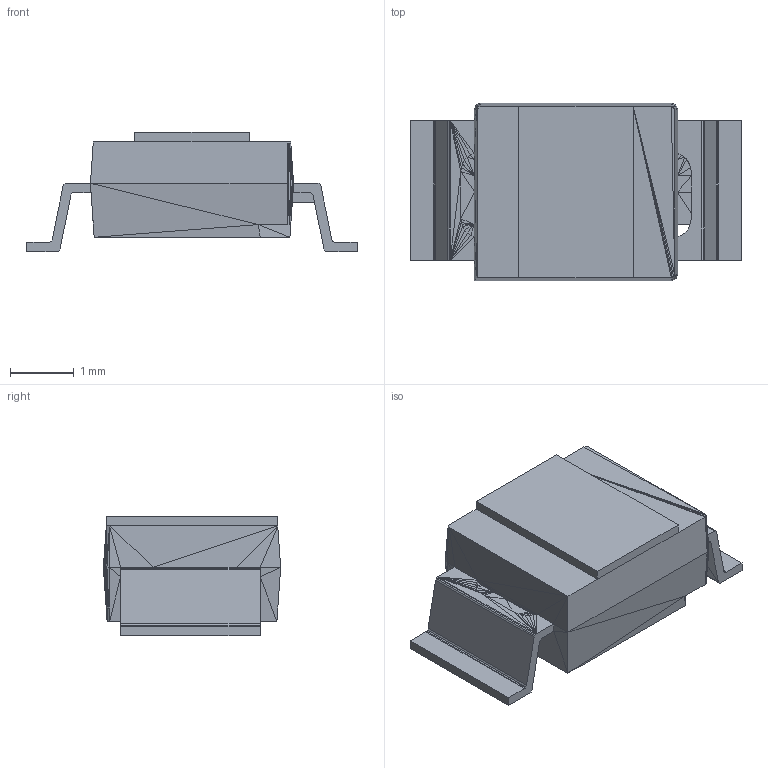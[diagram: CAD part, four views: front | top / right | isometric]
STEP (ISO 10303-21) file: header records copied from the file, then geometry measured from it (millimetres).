
FILE_DESCRIPTION(('FreeCAD Model'),'2;1');
FILE_NAME( 'SunLed_Inverse_03.step', '2018-11-29T13:22:09',('Author'),(''), 'Open CASCADE STEP processor 7.2','FreeCAD','Unknown');
FILE_SCHEMA(('AUTOMOTIVE_DESIGN { 1 0 10303 214 1 1 1 1 }'));
Length unit declared in the file: millimetre
Products named in the file (1): SunLed_Reverse_02002
Bounding box: 5.2 x 2.79 x 1.88 mm (x, y, z)
Surface area: 55.3 mm2 (no closed solid volume)
Topology: 0 solids, 1 shells, 381 faces, 710 edges, 319 vertices
Faces by surface type: plane 381
Entity records: 17347 total; most frequent: CARTESIAN_POINT 3292, DIRECTION 2405, LINE 1641, VECTOR 1641, ORIENTED_EDGE 1405, PCURVE 1405, DEFINITIONAL_REPRESENTATION 1405, EDGE_CURVE 711
